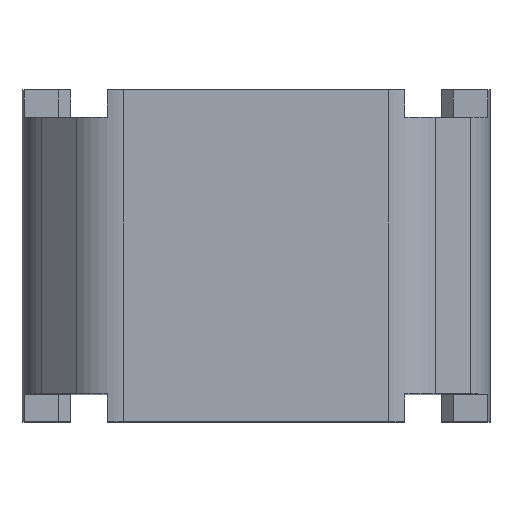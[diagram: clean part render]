
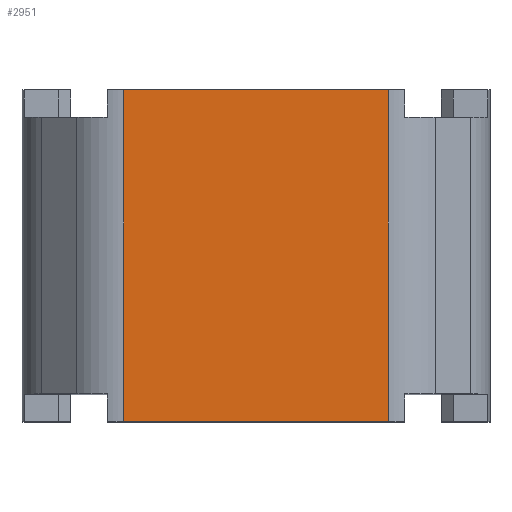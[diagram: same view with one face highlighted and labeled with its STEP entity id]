
A CAD part, top view. The second image highlights one B-rep face of the part: STEP entity #2951.
In plain terms, the highlighted planar face has unit normal (0, 0, 1).
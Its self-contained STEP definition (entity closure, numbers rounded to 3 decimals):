
#1024=DIRECTION('',(0.,-1.,0.));
#1025=VECTOR('',#1024,30.);
#1026=CARTESIAN_POINT('',(11.947,15.,21.15));
#1027=LINE('',#1026,#1025);
#1052=DIRECTION('',(-1.,0.,0.));
#1053=VECTOR('',#1052,23.894);
#1054=CARTESIAN_POINT('',(11.947,-15.,21.15));
#1055=LINE('',#1054,#1053);
#1110=DIRECTION('',(-1.,0.,0.));
#1111=VECTOR('',#1110,23.894);
#1112=CARTESIAN_POINT('',(11.947,15.,21.15));
#1113=LINE('',#1112,#1111);
#1217=DIRECTION('',(0.,1.,0.));
#1218=VECTOR('',#1217,30.);
#1219=CARTESIAN_POINT('',(-11.947,-15.,21.15));
#1220=LINE('',#1219,#1218);
#2244=CARTESIAN_POINT('',(11.947,15.,21.15));
#2245=CARTESIAN_POINT('',(-11.947,15.,21.15));
#2246=VERTEX_POINT('',#2244);
#2247=VERTEX_POINT('',#2245);
#2250=CARTESIAN_POINT('',(11.947,-15.,21.15));
#2251=CARTESIAN_POINT('',(-11.947,-15.,21.15));
#2252=VERTEX_POINT('',#2250);
#2253=VERTEX_POINT('',#2251);
#2938=CARTESIAN_POINT('',(-16.751,15.,21.15));
#2939=DIRECTION('',(0.,0.,-1.));
#2940=DIRECTION('',(-1.,0.,0.));
#2941=AXIS2_PLACEMENT_3D('',#2938,#2939,#2940);
#2942=PLANE('',#2941);
#2944=ORIENTED_EDGE('',*,*,#2943,.F.);
#2945=ORIENTED_EDGE('',*,*,#2878,.T.);
#2946=ORIENTED_EDGE('',*,*,#2922,.T.);
#2948=ORIENTED_EDGE('',*,*,#2947,.T.);
#2949=EDGE_LOOP('',(#2944,#2945,#2946,#2948));
#2950=FACE_OUTER_BOUND('',#2949,.F.);
#2878=EDGE_CURVE('',#2246,#2252,#1027,.T.);
#2922=EDGE_CURVE('',#2252,#2253,#1055,.T.);
#2943=EDGE_CURVE('',#2246,#2247,#1113,.T.);
#2947=EDGE_CURVE('',#2253,#2247,#1220,.T.);
#2951=ADVANCED_FACE('',(#2950),#2942,.F.);
